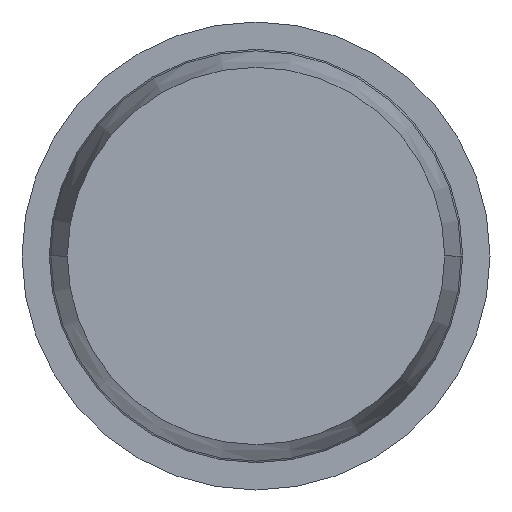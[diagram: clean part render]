
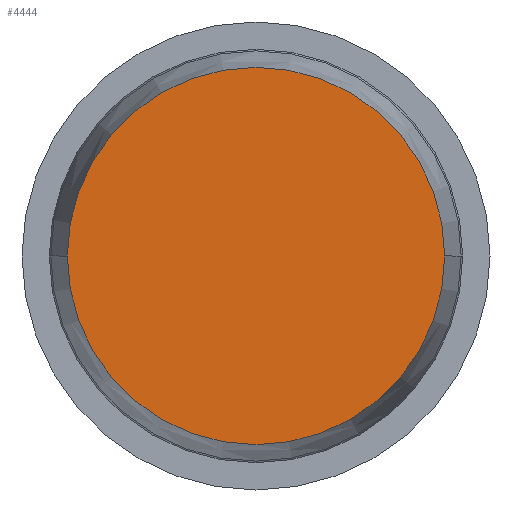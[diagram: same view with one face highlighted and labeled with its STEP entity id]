
A CAD part, front view. The second image highlights one B-rep face of the part: STEP entity #4444.
In plain terms, the highlighted planar face has unit normal (0, -1, 0).
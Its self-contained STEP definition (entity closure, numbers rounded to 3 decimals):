
#176 = CARTESIAN_POINT ( 'NONE',  ( 1.209, -19., 0. ) ) ;
#399 = DIRECTION ( 'NONE',  ( 1., 0., 0. ) ) ;
#463 = FACE_OUTER_BOUND ( 'NONE', #2753, .T. ) ;
#543 = ORIENTED_EDGE ( 'NONE', *, *, #2130, .T. ) ;
#641 = VERTEX_POINT ( 'NONE', #2929 ) ;
#677 = DIRECTION ( 'NONE',  ( 0., -1., 0. ) ) ;
#841 = DIRECTION ( 'NONE',  ( 1., 0., 0. ) ) ;
#1535 = CARTESIAN_POINT ( 'NONE',  ( 0., -19., 0. ) ) ;
#1868 = DIRECTION ( 'NONE',  ( 0., -1., 0. ) ) ;
#1885 = CIRCLE ( 'NONE', #1999, 1.209 ) ;
#1999 = AXIS2_PLACEMENT_3D ( 'NONE', #2592, #1868, #399 ) ;
#2112 = DIRECTION ( 'NONE',  ( 1., 0., 0. ) ) ;
#2130 = EDGE_CURVE ( 'Defeature ausgef�hrt1_2+Defeature ausgef�hrt1_11+Defeature ausgef�hrt1_11+Defeature ausgef�hrt1_11', #641, #4541, #1885, .T. ) ;
#2325 = DIRECTION ( 'NONE',  ( 0., -1., 0. ) ) ;
#2592 = CARTESIAN_POINT ( 'NONE',  ( 0., -19., 0. ) ) ;
#2692 = PLANE ( 'NONE',  #3303 ) ;
#2753 = EDGE_LOOP ( 'NONE', ( #543, #3993 ) ) ;
#2929 = CARTESIAN_POINT ( 'NONE',  ( -1.209, -19., 0. ) ) ;
#2997 = EDGE_CURVE ( 'Defeature ausgef�hrt1_2+Defeature ausgef�hrt1_11+Defeature ausgef�hrt1_11+Defeature ausgef�hrt1_11', #4541, #641, #4511, .T. ) ;
#3303 = AXIS2_PLACEMENT_3D ( 'NONE', #1535, #2325, #841 ) ;
#3859 = AXIS2_PLACEMENT_3D ( 'NONE', #4011, #677, #2112 ) ;
#3993 = ORIENTED_EDGE ( 'NONE', *, *, #2997, .T. ) ;
#4011 = CARTESIAN_POINT ( 'NONE',  ( 0., -19., 0. ) ) ;
#4444 = ADVANCED_FACE ( 'Defeature ausgef�hrt1_2', ( #463 ), #2692, .T. ) ;
#4511 = CIRCLE ( 'NONE', #3859, 1.209 ) ;
#4541 = VERTEX_POINT ( 'NONE', #176 ) ;
